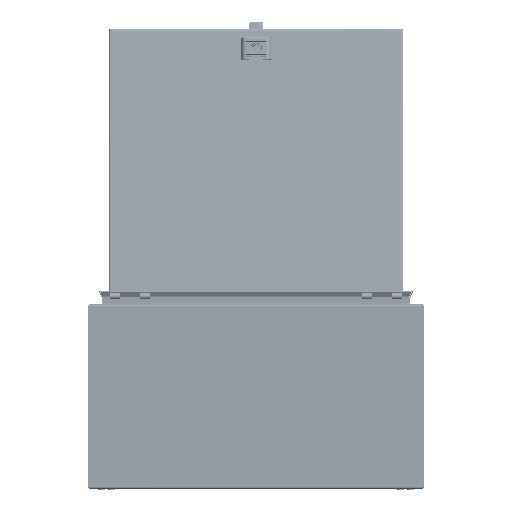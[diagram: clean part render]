
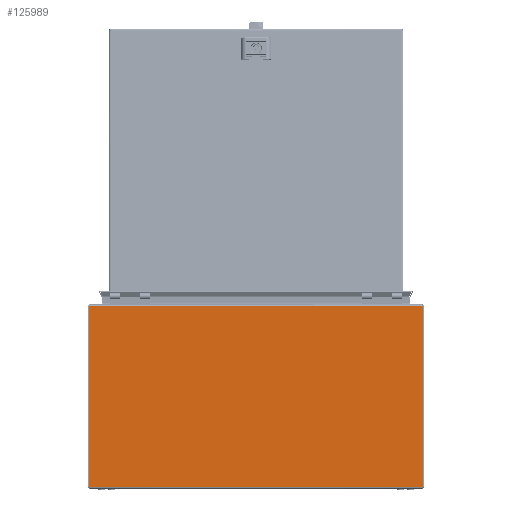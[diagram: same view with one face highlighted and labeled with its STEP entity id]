
A CAD part, front view. The second image highlights one B-rep face of the part: STEP entity #125989.
In plain terms, the highlighted planar face has unit normal (0, -1, 0).
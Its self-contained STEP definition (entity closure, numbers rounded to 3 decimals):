
#28279 = LINE ( 'NONE', #28288, #128872 ) ;
#28280 = LINE ( 'NONE', #28285, #128860 ) ;
#28282 = LINE ( 'NONE', #28291, #128876 ) ;
#28285 = CARTESIAN_POINT ( 'NONE',  ( 248.4, -250., 1.5 ) ) ;
#28286 = LINE ( 'NONE', #28297, #128880 ) ;
#28287 = DIRECTION ( 'NONE',  ( 0., 0., 1. ) ) ;
#28288 = CARTESIAN_POINT ( 'NONE',  ( -248.4, -250., 1.5 ) ) ;
#28290 = DIRECTION ( 'NONE',  ( 0., 0., 1. ) ) ;
#28291 = CARTESIAN_POINT ( 'NONE',  ( 247.793, -250., 270.5 ) ) ;
#28292 = DIRECTION ( 'NONE',  ( -1., 0., 0. ) ) ;
#28297 = CARTESIAN_POINT ( 'NONE',  ( -248.5, -250., 1.5 ) ) ;
#28299 = DIRECTION ( 'NONE',  ( -1., 0., 0. ) ) ;
#38990 = CARTESIAN_POINT ( 'NONE',  ( -248.5, -250., 272. ) ) ;
#38998 = FACE_OUTER_BOUND ( 'NONE', #107175, .T. ) ;
#38999 = PLANE ( 'NONE',  #136332 ) ;
#39001 = DIRECTION ( 'NONE',  ( 0., 1., 0. ) ) ;
#39002 = DIRECTION ( 'NONE',  ( 0., 0., 1. ) ) ;
#42710 = CARTESIAN_POINT ( 'NONE',  ( 248.4, -250., 1.5 ) ) ;
#42712 = CARTESIAN_POINT ( 'NONE',  ( 248.4, -250., 270.5 ) ) ;
#42726 = CARTESIAN_POINT ( 'NONE',  ( -248.4, -250., 1.5 ) ) ;
#42733 = CARTESIAN_POINT ( 'NONE',  ( -248.4, -250., 270.5 ) ) ;
#107175 = EDGE_LOOP ( 'NONE', ( #120787, #120788, #120789, #120790 ) ) ;
#120787 = ORIENTED_EDGE ( 'NONE', *, *, #126201, .T. ) ;
#120788 = ORIENTED_EDGE ( 'NONE', *, *, #126200, .F. ) ;
#120789 = ORIENTED_EDGE ( 'NONE', *, *, #126203, .F. ) ;
#120790 = ORIENTED_EDGE ( 'NONE', *, *, #126199, .T. ) ;
#125989 = ADVANCED_FACE ( 'NONE', ( #38998 ), #38999, .F. ) ;
#126199 = EDGE_CURVE ( 'NONE', #147635, #147638, #28280, .T. ) ;
#126200 = EDGE_CURVE ( 'NONE', #147645, #147647, #28279, .T. ) ;
#126201 = EDGE_CURVE ( 'NONE', #147638, #147647, #28282, .T. ) ;
#126203 = EDGE_CURVE ( 'NONE', #147635, #147645, #28286, .T. ) ;
#128860 = VECTOR ( 'NONE', #28287, 1000. ) ;
#128872 = VECTOR ( 'NONE', #28290, 1000. ) ;
#128876 = VECTOR ( 'NONE', #28292, 1000. ) ;
#128880 = VECTOR ( 'NONE', #28299, 1000. ) ;
#136332 = AXIS2_PLACEMENT_3D ( 'NONE', #38990, #39001, #39002 ) ;
#147635 = VERTEX_POINT ( 'NONE', #42710 ) ;
#147638 = VERTEX_POINT ( 'NONE', #42712 ) ;
#147645 = VERTEX_POINT ( 'NONE', #42726 ) ;
#147647 = VERTEX_POINT ( 'NONE', #42733 ) ;
